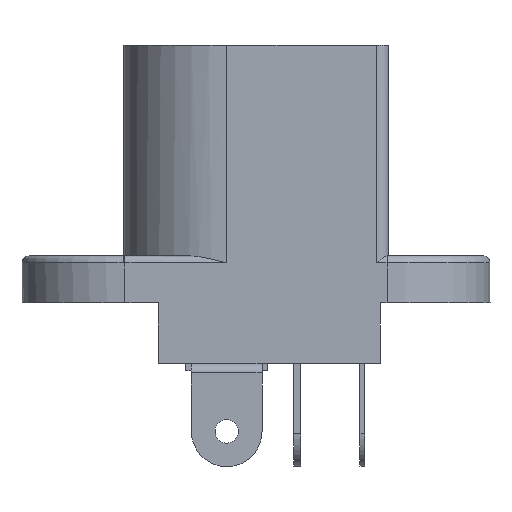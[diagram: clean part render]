
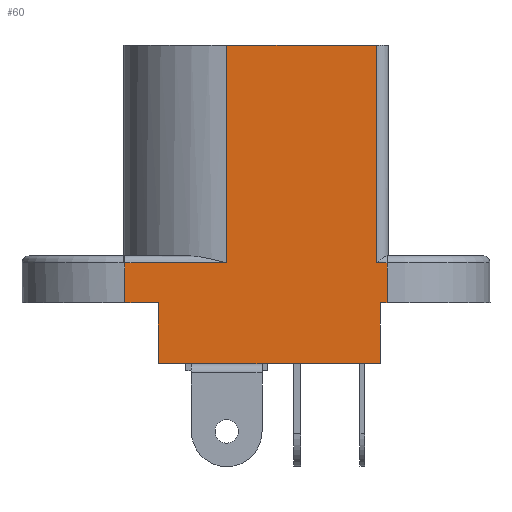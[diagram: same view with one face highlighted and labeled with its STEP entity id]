
A CAD part, left-side view. The second image highlights one B-rep face of the part: STEP entity #60.
In plain terms, the highlighted planar face has unit normal (-1, 0, 0).
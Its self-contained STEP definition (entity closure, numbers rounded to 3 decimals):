
#60=ADVANCED_FACE('',(#677),#678,.T.);
#677=FACE_OUTER_BOUND('',#1916,.T.);
#678=PLANE('',#1917);
#1916=EDGE_LOOP('',(#3244,#3245,#3246,#3247,#3248,#3249,#3250,#3251,#3252,#3253,#3254,#3255,#3256,#3257));
#1917=AXIS2_PLACEMENT_3D('',#3258,#3259,#3260);
#3244=ORIENTED_EDGE('',*,*,#8379,.T.);
#3245=ORIENTED_EDGE('',*,*,#8350,.T.);
#3246=ORIENTED_EDGE('',*,*,#8382,.T.);
#3247=ORIENTED_EDGE('',*,*,#8383,.T.);
#3248=ORIENTED_EDGE('',*,*,#8384,.T.);
#3249=ORIENTED_EDGE('',*,*,#8385,.F.);
#3250=ORIENTED_EDGE('',*,*,#8386,.F.);
#3251=ORIENTED_EDGE('',*,*,#8387,.T.);
#3252=ORIENTED_EDGE('',*,*,#8388,.T.);
#3253=ORIENTED_EDGE('',*,*,#8389,.T.);
#3254=ORIENTED_EDGE('',*,*,#8390,.T.);
#3255=ORIENTED_EDGE('',*,*,#8391,.F.);
#3256=ORIENTED_EDGE('',*,*,#8392,.T.);
#3257=ORIENTED_EDGE('',*,*,#8381,.T.);
#3258=CARTESIAN_POINT('',(-4.4,0.0,0.0));
#3259=DIRECTION('',(-1.0,0.0,0.0));
#3260=DIRECTION('',(0.0,0.0,1.0));
#8350=EDGE_CURVE('',#10078,#10076,#10079,.T.);
#8379=EDGE_CURVE('',#10127,#10078,#10128,.T.);
#8381=EDGE_CURVE('',#10070,#10127,#10130,.T.);
#8382=EDGE_CURVE('',#10076,#10131,#10132,.T.);
#8383=EDGE_CURVE('',#10131,#10133,#10134,.T.);
#8384=EDGE_CURVE('',#10133,#10135,#10136,.T.);
#8385=EDGE_CURVE('',#10137,#10135,#10138,.T.);
#8386=EDGE_CURVE('',#10139,#10137,#10140,.T.);
#8387=EDGE_CURVE('',#10139,#10141,#10142,.T.);
#8388=EDGE_CURVE('',#10141,#10143,#10144,.T.);
#8389=EDGE_CURVE('',#10143,#10145,#10146,.T.);
#8390=EDGE_CURVE('',#10145,#10147,#10148,.T.);
#8391=EDGE_CURVE('',#10149,#10147,#10150,.T.);
#8392=EDGE_CURVE('',#10149,#10070,#10151,.T.);
#10070=VERTEX_POINT('',#12906);
#10076=VERTEX_POINT('',#12913);
#10078=VERTEX_POINT('',#12915);
#10079=LINE('',#12916,#12917);
#10127=VERTEX_POINT('',#12992);
#10128=LINE('',#12993,#12994);
#10130=LINE('',#13003,#13004);
#10131=VERTEX_POINT('',#13005);
#10132=LINE('',#13006,#13007);
#10133=VERTEX_POINT('',#13008);
#10134=LINE('',#13009,#13010);
#10135=VERTEX_POINT('',#13011);
#10136=LINE('',#13012,#13013);
#10137=VERTEX_POINT('',#13014);
#10138=LINE('',#13015,#13016);
#10139=VERTEX_POINT('',#13017);
#10140=LINE('',#13018,#13019);
#10141=VERTEX_POINT('',#13020);
#10142=LINE('',#13021,#13022);
#10143=VERTEX_POINT('',#13023);
#10144=LINE('',#13024,#13025);
#10145=VERTEX_POINT('',#13026);
#10146=LINE('',#13027,#13028);
#10147=VERTEX_POINT('',#13029);
#10148=LINE('',#13030,#13031);
#10149=VERTEX_POINT('',#13032);
#10150=LINE('',#13033,#13034);
#10151=LINE('',#13035,#13036);
#12906=CARTESIAN_POINT('',(-4.4,-6.85,-9.3));
#12913=CARTESIAN_POINT('',(-4.4,0.0,0.0));
#12915=CARTESIAN_POINT('',(-4.4,-6.4,0.0));
#12916=CARTESIAN_POINT('',(-4.4,-6.4,0.0));
#12917=VECTOR('',#17368,6.4);
#12992=CARTESIAN_POINT('',(-4.4,-6.4,-9.3));
#12993=CARTESIAN_POINT('',(-4.4,-6.4,-9.3));
#12994=VECTOR('',#17417,9.3);
#13003=CARTESIAN_POINT('',(-4.4,-6.85,-9.3));
#13004=VECTOR('',#17418,0.45);
#13005=CARTESIAN_POINT('',(-4.4,0.0,-9.3));
#13006=CARTESIAN_POINT('',(-4.4,0.0,0.0));
#13007=VECTOR('',#17419,9.3);
#13008=CARTESIAN_POINT('',(-4.4,4.35,-9.3));
#13009=CARTESIAN_POINT('',(-4.4,0.0,-9.3));
#13010=VECTOR('',#17420,4.35);
#13011=CARTESIAN_POINT('',(-4.4,4.35,-11.0));
#13012=CARTESIAN_POINT('',(-4.4,4.35,-9.3));
#13013=VECTOR('',#17421,1.7);
#13014=CARTESIAN_POINT('',(-4.4,2.93,-11.0));
#13015=CARTESIAN_POINT('',(-4.4,2.93,-11.0));
#13016=VECTOR('',#17422,1.42);
#13017=CARTESIAN_POINT('',(-4.4,2.93,-13.6));
#13018=CARTESIAN_POINT('',(-4.4,2.93,-13.6));
#13019=VECTOR('',#17423,2.6);
#13020=CARTESIAN_POINT('',(-4.4,1.508,-13.6));
#13021=CARTESIAN_POINT('',(-4.4,2.93,-13.6));
#13022=VECTOR('',#17424,1.422);
#13023=CARTESIAN_POINT('',(-4.4,-1.508,-13.6));
#13024=CARTESIAN_POINT('',(-4.4,1.508,-13.6));
#13025=VECTOR('',#17425,3.017);
#13026=CARTESIAN_POINT('',(-4.4,-6.57,-13.6));
#13027=CARTESIAN_POINT('',(-4.4,-1.508,-13.6));
#13028=VECTOR('',#17426,5.062);
#13029=CARTESIAN_POINT('',(-4.4,-6.57,-11.0));
#13030=CARTESIAN_POINT('',(-4.4,-6.57,-13.6));
#13031=VECTOR('',#17427,2.6);
#13032=CARTESIAN_POINT('',(-4.4,-6.85,-11.0));
#13033=CARTESIAN_POINT('',(-4.4,-6.85,-11.0));
#13034=VECTOR('',#17428,0.28);
#13035=CARTESIAN_POINT('',(-4.4,-6.85,-11.0));
#13036=VECTOR('',#17429,1.7);
#17368=DIRECTION('',(0.0,1.0,0.0));
#17417=DIRECTION('',(0.0,0.0,1.0));
#17418=DIRECTION('',(0.0,1.0,0.0));
#17419=DIRECTION('',(0.0,0.0,-1.0));
#17420=DIRECTION('',(0.0,1.0,0.0));
#17421=DIRECTION('',(0.0,0.,-1.0));
#17422=DIRECTION('',(0.0,1.0,0.0));
#17423=DIRECTION('',(0.0,0.0,1.0));
#17424=DIRECTION('',(0.0,-1.0,0.0));
#17425=DIRECTION('',(0.0,-1.0,0.0));
#17426=DIRECTION('',(0.0,-1.0,0.0));
#17427=DIRECTION('',(0.0,0.0,1.0));
#17428=DIRECTION('',(0.0,1.0,0.0));
#17429=DIRECTION('',(0.0,0.0,1.0));
